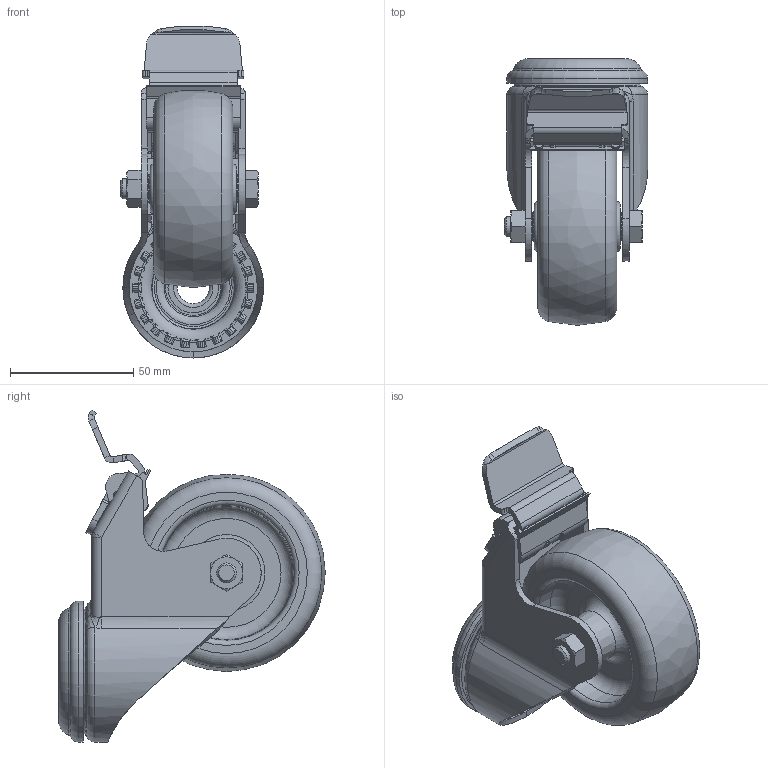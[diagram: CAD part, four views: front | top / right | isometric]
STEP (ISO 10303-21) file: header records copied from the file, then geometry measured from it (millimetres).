
FILE_DESCRIPTION(/* description */ ('Lenkrolle D80 mit Feststeller'),/* implementation_level */ '2;1');
FILE_NAME(/* name */ 'Syskomp 412541226 Lenkrolle D80 mit Feststeller.stp',/* time_stamp */ '2017-09-01T10:01:59+02:00',/* author */ ('wheldmann'),/* organization */ (''),/* preprocessor_version */ 'ST-DEVELOPER v16.1',/* originating_system */ 'Autodesk Inventor 2016',/* authorisation */ '');
FILE_SCHEMA (('AUTOMOTIVE_DESIGN { 1 0 10303 214 3 1 1 }'));
Length unit declared in the file: millimetre
Products named in the file (1): 412541226 Lenkrolle D80 mit Feststeller
Bounding box: 58 x 108 x 134.44 mm (x, y, z)
Volume: 179220.9 mm3; surface area: 61769.6 mm2
Topology: 3 solids, 4 shells, 998 faces, 2665 edges, 1674 vertices
Faces by surface type: plane 349, cylinder 317, bspline 159, torus 100, cone 69, sphere 4
Full cylindrical faces by diameter (mm): 8 x3, 12 x1, 12.1 x1, 13 x2, 16.45 x1, 16.5 x1, 20.45 x1, 57 x1
Entity records: 38885 total; most frequent: CARTESIAN_POINT 15385, ORIENTED_EDGE 5192, DIRECTION 4555, EDGE_CURVE 2596, AXIS2_PLACEMENT_3D 1702, VERTEX_POINT 1656, LINE 1151, VECTOR 1151
